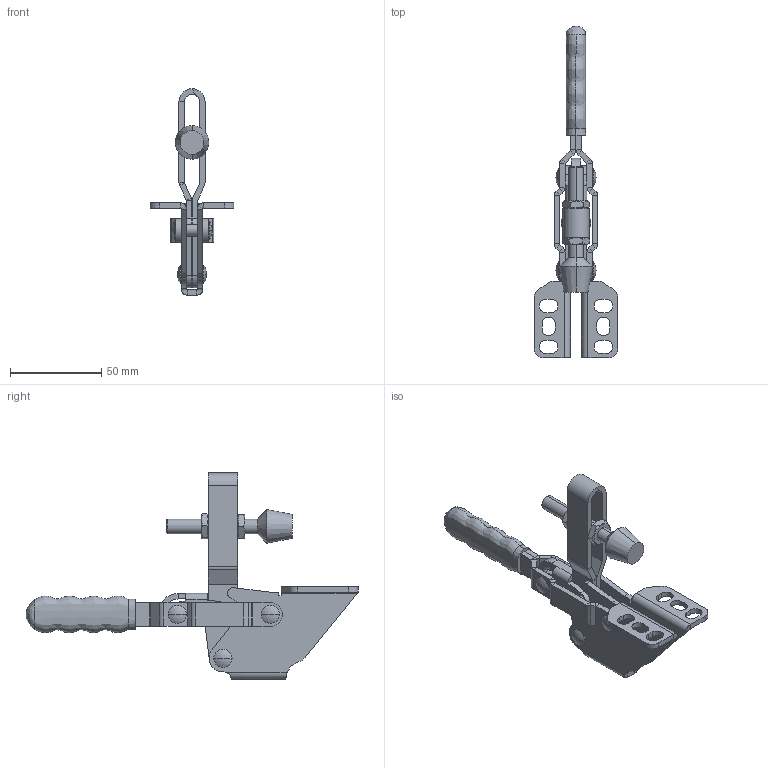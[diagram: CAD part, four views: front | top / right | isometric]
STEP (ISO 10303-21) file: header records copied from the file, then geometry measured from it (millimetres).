
FILE_DESCRIPTION (( 'STEP AP203' ), '1' );
FILE_NAME ('HS-12130-SM装配体.STEP', '2018-12-07T01:13:00', ( 'PCOS' ), ( '微软中国' ), 'SwSTEP 2.0', 'SolidWorks 2012', '' );
FILE_SCHEMA (( 'CONFIG_CONTROL_DESIGN' ));
Length unit declared in the file: millimetre
Products named in the file (13): HS-12130-SM蚾饜极; 酗种; 傻种; 蟀裝; 眻忒梟蚾饜极; 忒參; 忒梟; U倰揤參蚾饜极; hex thin nuts-grades ab-chamfered gb_GB_FASTENER_NUT_STNAB M8-N; hexagon head bolts-full thread gb_GB_FASTENER_BOLT_STBAB A M8X55-C; 揤輸; U倰揤參; SM-菁釱
Assembly tree (16 placements, depth 3):
  HS-12130-SM蚾饜极
    SM-菁釱
    U倰揤參蚾饜极
      U倰揤參
      揤輸
      hexagon head bolts-full thread gb_GB_FASTENER_BOLT_STBAB A M8X55-C
      hex thin nuts-grades ab-chamfered gb_GB_FASTENER_NUT_STNAB M8-N  x2
    眻忒梟蚾饜极
      忒梟  x2
      忒參
    蟀裝
    傻种  x2
    酗种  x2
Bounding box: 46 x 181.92 x 113.1 mm (x, y, z)
Volume: 58399.1 mm3; surface area: 42151.6 mm2
Topology: 14 solids, 14 shells, 863 faces, 2202 edges, 1406 vertices
Faces by surface type: plane 450, cylinder 199, bspline 168, cone 30, sphere 16
Entity records: 34275 total; most frequent: CARTESIAN_POINT 14856, ORIENTED_EDGE 3980, DIRECTION 3238, EDGE_CURVE 1990, VERTEX_POINT 1282, VECTOR 1246, LINE 1246, AXIS2_PLACEMENT_3D 996
